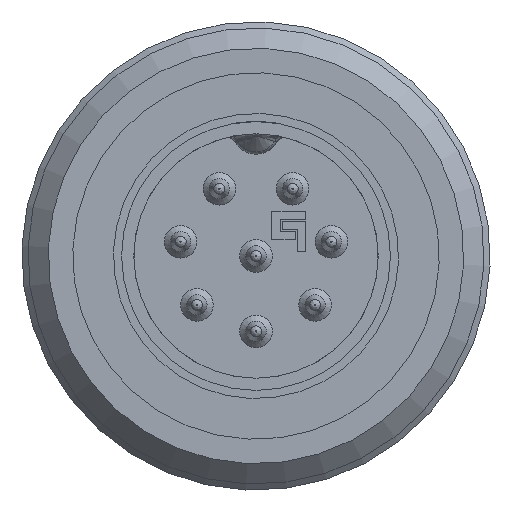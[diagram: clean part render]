
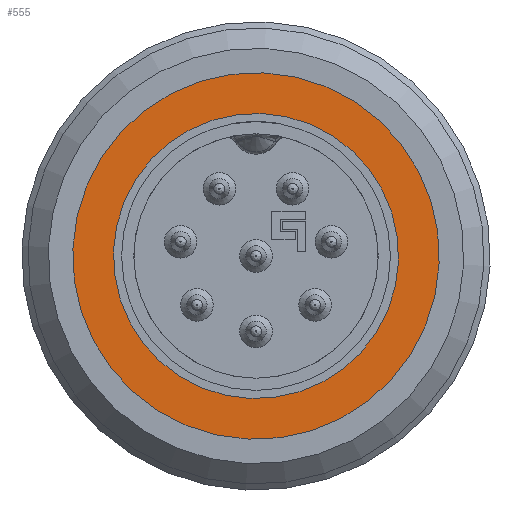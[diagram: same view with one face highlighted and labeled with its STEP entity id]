
A CAD part, left-side view. The second image highlights one B-rep face of the part: STEP entity #555.
In plain terms, the highlighted planar face has unit normal (-1, 0, 0).
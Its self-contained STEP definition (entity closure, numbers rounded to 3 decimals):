
#281=PLANE('',#2267);
#555=ADVANCED_FACE('',(#763,#764),#281,.T.);
#763=FACE_BOUND('',#889,.T.);
#764=FACE_BOUND('',#890,.T.);
#889=EDGE_LOOP('',(#1114));
#890=EDGE_LOOP('',(#1115));
#1114=ORIENTED_EDGE('',*,*,#1868,.F.);
#1115=ORIENTED_EDGE('',*,*,#1869,.F.);
#1666=VERTEX_POINT('',#3174);
#1667=VERTEX_POINT('',#3176);
#1868=EDGE_CURVE('',#1666,#1666,#2138,.T.);
#1869=EDGE_CURVE('',#1667,#1667,#2139,.T.);
#2138=CIRCLE('',#2265,3.5);
#2139=CIRCLE('',#2266,4.5);
#2265=AXIS2_PLACEMENT_3D('',#3173,#2548,#2549);
#2266=AXIS2_PLACEMENT_3D('',#3175,#2550,#2551);
#2267=AXIS2_PLACEMENT_3D('',#3177,#2552,#2553);
#2548=DIRECTION('',(-1.,0.,0.));
#2549=DIRECTION('',(0.,0.924,0.382));
#2550=DIRECTION('',(1.,0.,0.));
#2551=DIRECTION('',(0.,-0.924,-0.382));
#2552=DIRECTION('',(-1.,0.,0.));
#2553=DIRECTION('',(0.,0.924,0.382));
#3173=CARTESIAN_POINT('',(-5.1,0.,0.));
#3174=CARTESIAN_POINT('',(-5.1,3.235,1.336));
#3175=CARTESIAN_POINT('',(-5.1,0.,0.));
#3176=CARTESIAN_POINT('',(-5.1,-4.159,-1.718));
#3177=CARTESIAN_POINT('',(-5.1,0.,0.));
